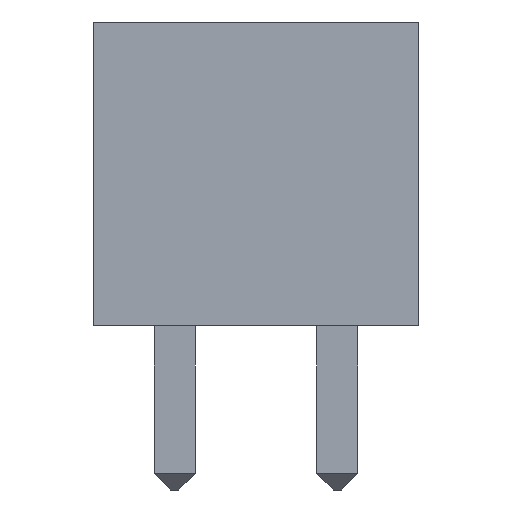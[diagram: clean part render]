
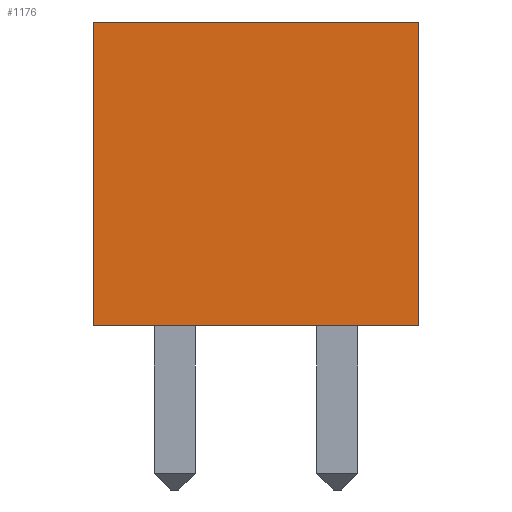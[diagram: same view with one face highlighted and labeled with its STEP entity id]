
A CAD part, left-side view. The second image highlights one B-rep face of the part: STEP entity #1176.
In plain terms, the highlighted planar face has unit normal (-1, 0, 0).
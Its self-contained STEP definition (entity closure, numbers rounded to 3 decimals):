
#80 = VECTOR ( 'NONE', #1033, 1000. ) ;
#113 = VECTOR ( 'NONE', #847, 1000. ) ;
#240 = CARTESIAN_POINT ( 'NONE',  ( -5.8, 11.88, -2. ) ) ;
#312 = EDGE_CURVE ( 'NONE', #766, #1688, #527, .T. ) ;
#337 = PLANE ( 'NONE',  #761 ) ;
#384 = EDGE_LOOP ( 'NONE', ( #1729, #613, #1192, #1311 ) ) ;
#401 = VECTOR ( 'NONE', #1355, 1000. ) ;
#499 = CARTESIAN_POINT ( 'NONE',  ( -5.8, 11.88, -3.6 ) ) ;
#510 = CARTESIAN_POINT ( 'NONE',  ( -5.8, 3.96, 3.8 ) ) ;
#525 = EDGE_CURVE ( 'NONE', #1688, #1381, #1099, .T. ) ;
#527 = LINE ( 'NONE', #1724, #401 ) ;
#613 = ORIENTED_EDGE ( 'NONE', *, *, #525, .T. ) ;
#692 = CARTESIAN_POINT ( 'NONE',  ( -5.8, 11.88, 3.8 ) ) ;
#761 = AXIS2_PLACEMENT_3D ( 'NONE', #1693, #870, #1415 ) ;
#766 = VERTEX_POINT ( 'NONE', #499 ) ;
#790 = LINE ( 'NONE', #1198, #80 ) ;
#845 = EDGE_CURVE ( 'NONE', #1092, #1381, #790, .T. ) ;
#847 = DIRECTION ( 'NONE',  ( 0., 0., 1. ) ) ;
#870 = DIRECTION ( 'NONE',  ( -1., 0., 0. ) ) ;
#967 = VECTOR ( 'NONE', #1604, 1000. ) ;
#983 = CARTESIAN_POINT ( 'NONE',  ( -5.8, 3.96, -2. ) ) ;
#1033 = DIRECTION ( 'NONE',  ( 0., -1., 0. ) ) ;
#1047 = LINE ( 'NONE', #240, #967 ) ;
#1092 = VERTEX_POINT ( 'NONE', #692 ) ;
#1099 = LINE ( 'NONE', #983, #113 ) ;
#1151 = FACE_OUTER_BOUND ( 'NONE', #384, .T. ) ;
#1176 = ADVANCED_FACE ( 'NONE', ( #1151 ), #337, .T. ) ;
#1192 = ORIENTED_EDGE ( 'NONE', *, *, #845, .F. ) ;
#1198 = CARTESIAN_POINT ( 'NONE',  ( -5.8, 0., 3.8 ) ) ;
#1289 = EDGE_CURVE ( 'NONE', #1092, #766, #1047, .T. ) ;
#1311 = ORIENTED_EDGE ( 'NONE', *, *, #1289, .T. ) ;
#1355 = DIRECTION ( 'NONE',  ( 0., -1., 0. ) ) ;
#1381 = VERTEX_POINT ( 'NONE', #510 ) ;
#1415 = DIRECTION ( 'NONE',  ( 0., 0., 1. ) ) ;
#1604 = DIRECTION ( 'NONE',  ( 0., 0., -1. ) ) ;
#1611 = CARTESIAN_POINT ( 'NONE',  ( -5.8, 3.96, -3.6 ) ) ;
#1688 = VERTEX_POINT ( 'NONE', #1611 ) ;
#1693 = CARTESIAN_POINT ( 'NONE',  ( -5.8, 11.88, -2. ) ) ;
#1724 = CARTESIAN_POINT ( 'NONE',  ( -5.8, 11.88, -3.6 ) ) ;
#1729 = ORIENTED_EDGE ( 'NONE', *, *, #312, .T. ) ;
